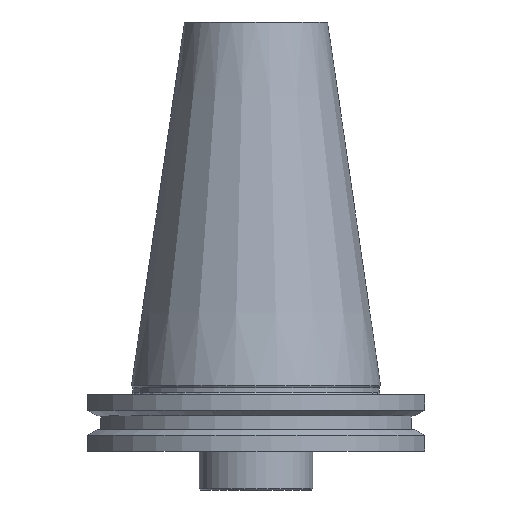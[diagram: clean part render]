
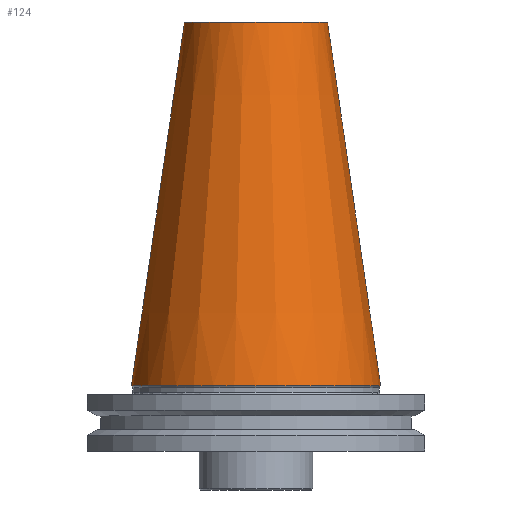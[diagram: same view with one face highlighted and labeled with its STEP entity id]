
A CAD part, front view. The second image highlights one B-rep face of the part: STEP entity #124.
In plain terms, the highlighted conical face has half-angle 8.298 degrees and reference radius 20.107 mm.
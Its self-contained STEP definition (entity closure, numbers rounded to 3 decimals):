
#44=CONICAL_SURFACE('',#625,20.107,8.298);
#60=FACE_BOUND('',#198,.T.);
#61=FACE_BOUND('',#199,.T.);
#97=CIRCLE('',#618,35.027);
#100=CIRCLE('',#623,20.107);
#124=ADVANCED_FACE('',(#60,#61),#44,.T.);
#198=EDGE_LOOP('',(#274));
#199=EDGE_LOOP('',(#275));
#274=ORIENTED_EDGE('',*,*,#468,.T.);
#275=ORIENTED_EDGE('',*,*,#465,.F.);
#405=VERTEX_POINT('',#905);
#408=VERTEX_POINT('',#913);
#465=EDGE_CURVE('',#405,#405,#97,.T.);
#468=EDGE_CURVE('',#408,#408,#100,.T.);
#618=AXIS2_PLACEMENT_3D('',#904,#729,#730);
#623=AXIS2_PLACEMENT_3D('',#912,#739,#740);
#625=AXIS2_PLACEMENT_3D('',#915,#743,#744);
#729=DIRECTION('',(0.,0.,-1.));
#730=DIRECTION('',(-1.,0.,0.));
#739=DIRECTION('',(0.,0.,-1.));
#740=DIRECTION('',(-1.,0.,0.));
#743=DIRECTION('',(0.,0.,-1.));
#744=DIRECTION('',(-1.,0.,0.));
#904=CARTESIAN_POINT('',(0.,0.,-0.7));
#905=CARTESIAN_POINT('',(-35.027,0.,-0.7));
#912=CARTESIAN_POINT('',(0.,0.,101.6));
#913=CARTESIAN_POINT('',(-20.107,0.,101.6));
#915=CARTESIAN_POINT('',(0.,0.,101.6));
